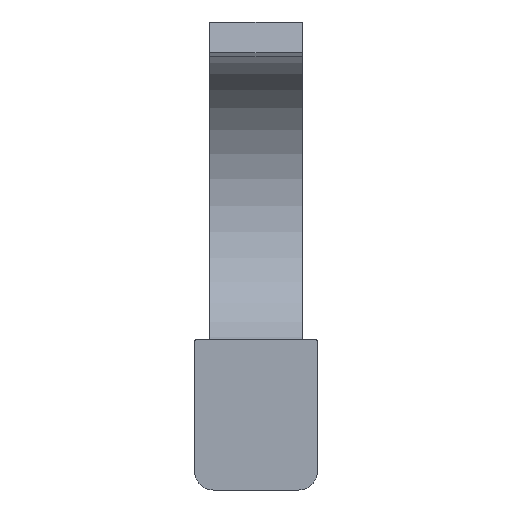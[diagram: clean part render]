
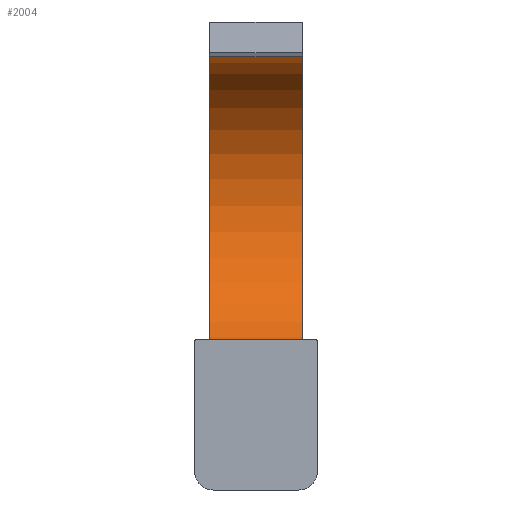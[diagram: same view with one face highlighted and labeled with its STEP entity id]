
A CAD part, front view. The second image highlights one B-rep face of the part: STEP entity #2004.
In plain terms, the highlighted cylindrical face has radius 62.145 mm (diameter 124.289 mm), a partial arc.
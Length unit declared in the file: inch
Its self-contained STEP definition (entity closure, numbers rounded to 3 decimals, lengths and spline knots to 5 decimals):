
#752=CARTESIAN_POINT('',(0.75,6.96,3.41713));
#753=DIRECTION('',(1.,0.,0.));
#754=DIRECTION('',(0.,0.,-1.));
#755=AXIS2_PLACEMENT_3D('',#752,#753,#754);
#781=DIRECTION('',(1.,0.,0.));
#782=VECTOR('',#781,1.5);
#783=CARTESIAN_POINT('',(-0.75,6.96,0.9705));
#784=LINE('',#783,#782);
#788=CARTESIAN_POINT('',(-0.75,6.96,3.41713));
#789=DIRECTION('',(1.,0.,0.));
#790=DIRECTION('',(0.,0.,-1.));
#791=AXIS2_PLACEMENT_3D('',#788,#789,#790);
#796=DIRECTION('',(1.,0.,0.));
#797=VECTOR('',#796,1.5);
#798=CARTESIAN_POINT('',(-0.75,7.37774,5.82784));
#799=LINE('',#798,#797);
#1293=CARTESIAN_POINT('',(-0.75,6.96,0.9705));
#1294=CARTESIAN_POINT('',(0.75,6.96,0.9705));
#1295=VERTEX_POINT('',#1293);
#1296=VERTEX_POINT('',#1294);
#1309=CARTESIAN_POINT('',(-0.75,7.37774,5.82784));
#1310=VERTEX_POINT('',#1309);
#1311=CARTESIAN_POINT('',(0.75,7.37774,5.82784));
#1312=VERTEX_POINT('',#1311);
#1992=CARTESIAN_POINT('',(0.,6.96,3.41713));
#1993=DIRECTION('',(1.,0.,0.));
#1994=DIRECTION('',(0.,0.,-1.));
#1995=AXIS2_PLACEMENT_3D('',#1992,#1993,#1994);
#1996=CYLINDRICAL_SURFACE('',#1995,2.44663);
#1997=ORIENTED_EDGE('',*,*,#1986,.F.);
#1998=ORIENTED_EDGE('',*,*,#1937,.T.);
#2000=ORIENTED_EDGE('',*,*,#1999,.T.);
#2001=ORIENTED_EDGE('',*,*,#1966,.F.);
#2002=EDGE_LOOP('',(#1997,#1998,#2000,#2001));
#2003=FACE_OUTER_BOUND('',#2002,.F.);
#756=CIRCLE('',#755,2.44663);
#792=CIRCLE('',#791,2.44663);
#1937=EDGE_CURVE('',#1295,#1310,#792,.T.);
#1966=EDGE_CURVE('',#1296,#1312,#756,.T.);
#1986=EDGE_CURVE('',#1295,#1296,#784,.T.);
#1999=EDGE_CURVE('',#1310,#1312,#799,.T.);
#2004=ADVANCED_FACE('',(#2003),#1996,.F.);
